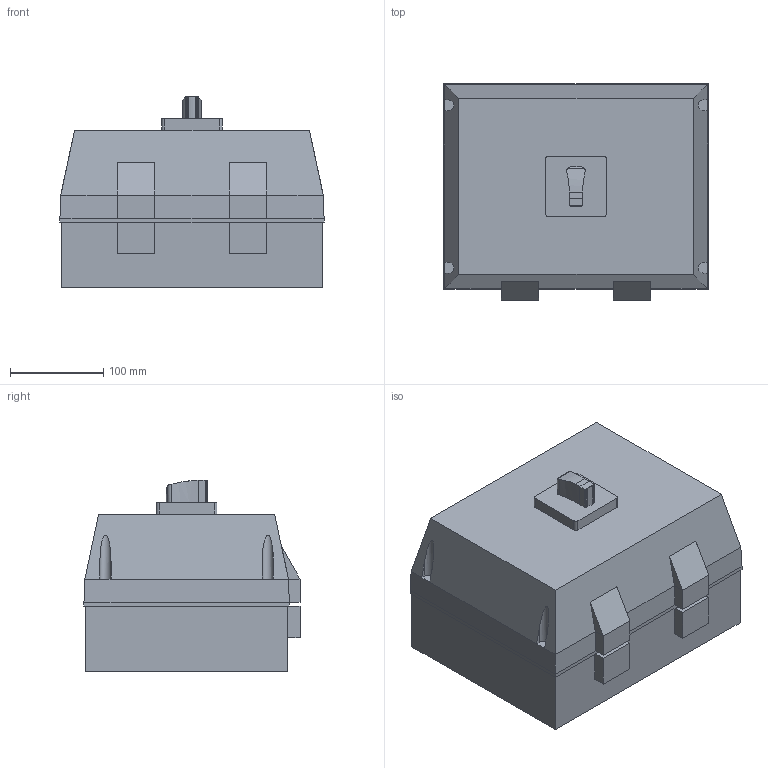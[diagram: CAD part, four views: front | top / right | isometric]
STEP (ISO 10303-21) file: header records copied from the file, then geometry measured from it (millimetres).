
FILE_DESCRIPTION((''),'2;1');
FILE_NAME('3d_GAZ080ET8.stp','2014-06-05T08:23:01',(''),(''),'Mechanical Desktop 2011','Mechanical Desktop 2011',', , ');
FILE_SCHEMA(('CONFIG_CONTROL_DESIGN'));
Length unit declared in the file: millimetre
Products named in the file (1): Product
Bounding box: 283 x 231.5 x 204.7 mm (x, y, z)
Volume: 9964965.2 mm3; surface area: 301144.2 mm2
Topology: 3 solids, 3 shells, 103 faces, 323 edges, 286 vertices
Faces by surface type: plane 78, cylinder 25
Entity records: 3643 total; most frequent: CARTESIAN_POINT 806, DIRECTION 583, ORIENTED_EDGE 518, EDGE_CURVE 259, VECTOR 237, LINE 237, AXIS2_PLACEMENT_3D 173, VERTEX_POINT 160
